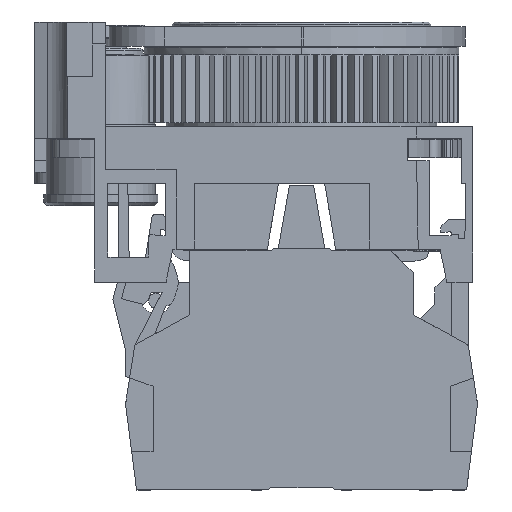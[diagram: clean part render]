
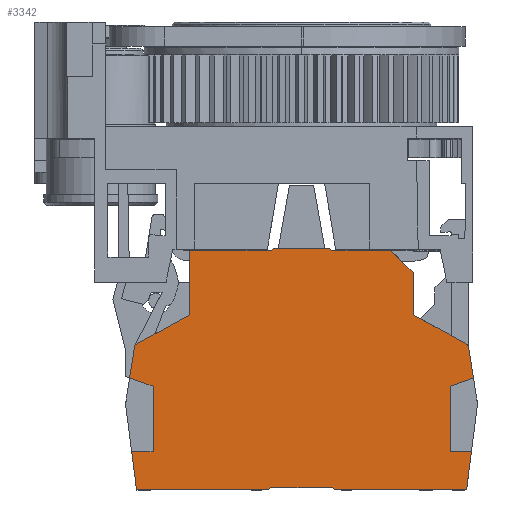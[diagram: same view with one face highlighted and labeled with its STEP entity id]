
A CAD part, left-side view. The second image highlights one B-rep face of the part: STEP entity #3342.
In plain terms, the highlighted planar face has unit normal (-1, 0, 0).
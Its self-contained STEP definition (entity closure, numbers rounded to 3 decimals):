
#3342=ADVANCED_FACE('',(#8107),#8108,.F.);
#8107=FACE_OUTER_BOUND('',#14325,.T.);
#8108=PLANE('',#14326);
#14325=EDGE_LOOP('',(#24571,#24572,#24573,#24574,#24575,#24576,#24577,#24578,#24579,#24580,#24581,#24582,#24583,#24584,#24585,#24586,#24587,#24588,#24589,#24590,#24591,#24592,#24593,#24594,#24595,#24596,#24597,#24598,#24599));
#14326=AXIS2_PLACEMENT_3D('',#24600,#24601,#24602);
#24571=ORIENTED_EDGE('',*,*,#40815,.T.);
#24572=ORIENTED_EDGE('',*,*,#40728,.F.);
#24573=ORIENTED_EDGE('',*,*,#40831,.F.);
#24574=ORIENTED_EDGE('',*,*,#40832,.F.);
#24575=ORIENTED_EDGE('',*,*,#40833,.F.);
#24576=ORIENTED_EDGE('',*,*,#40834,.F.);
#24577=ORIENTED_EDGE('',*,*,#40835,.F.);
#24578=ORIENTED_EDGE('',*,*,#40790,.F.);
#24579=ORIENTED_EDGE('',*,*,#40836,.F.);
#24580=ORIENTED_EDGE('',*,*,#40218,.F.);
#24581=ORIENTED_EDGE('',*,*,#40837,.F.);
#24582=ORIENTED_EDGE('',*,*,#40838,.F.);
#24583=ORIENTED_EDGE('',*,*,#40712,.F.);
#24584=ORIENTED_EDGE('',*,*,#40715,.F.);
#24585=ORIENTED_EDGE('',*,*,#40722,.F.);
#24586=ORIENTED_EDGE('',*,*,#40819,.T.);
#24587=ORIENTED_EDGE('',*,*,#40821,.T.);
#24588=ORIENTED_EDGE('',*,*,#40825,.T.);
#24589=ORIENTED_EDGE('',*,*,#40839,.F.);
#24590=ORIENTED_EDGE('',*,*,#40840,.F.);
#24591=ORIENTED_EDGE('',*,*,#39931,.F.);
#24592=ORIENTED_EDGE('',*,*,#40841,.F.);
#24593=ORIENTED_EDGE('',*,*,#40842,.F.);
#24594=ORIENTED_EDGE('',*,*,#40843,.F.);
#24595=ORIENTED_EDGE('',*,*,#39947,.F.);
#24596=ORIENTED_EDGE('',*,*,#40754,.F.);
#24597=ORIENTED_EDGE('',*,*,#40759,.F.);
#24598=ORIENTED_EDGE('',*,*,#40810,.T.);
#24599=ORIENTED_EDGE('',*,*,#40812,.T.);
#24600=CARTESIAN_POINT('',(20.0,16.139,9.94));
#24601=DIRECTION('',(1.0,0.0,0.0));
#24602=DIRECTION('',(0.0,-1.0,0.0));
#39931=EDGE_CURVE('',#48548,#48550,#48551,.T.);
#39947=EDGE_CURVE('',#48577,#48579,#48580,.T.);
#40218=EDGE_CURVE('',#48983,#48985,#48986,.T.);
#40712=EDGE_CURVE('',#49713,#49710,#49715,.T.);
#40715=EDGE_CURVE('',#49717,#49713,#49719,.T.);
#40722=EDGE_CURVE('',#49729,#49717,#49731,.T.);
#40728=EDGE_CURVE('',#49737,#49739,#49740,.T.);
#40754=EDGE_CURVE('',#49779,#48577,#49781,.T.);
#40759=EDGE_CURVE('',#49786,#49779,#49788,.T.);
#40790=EDGE_CURVE('',#49830,#49827,#49832,.T.);
#40810=EDGE_CURVE('',#49786,#49856,#49858,.T.);
#40812=EDGE_CURVE('',#49856,#49860,#49861,.T.);
#40815=EDGE_CURVE('',#49860,#49739,#49864,.T.);
#40819=EDGE_CURVE('',#49729,#49868,#49870,.T.);
#40821=EDGE_CURVE('',#49868,#49872,#49873,.T.);
#40825=EDGE_CURVE('',#49872,#49878,#49879,.T.);
#40831=EDGE_CURVE('',#49886,#49737,#49887,.T.);
#40832=EDGE_CURVE('',#49888,#49886,#49889,.T.);
#40833=EDGE_CURVE('',#49890,#49888,#49891,.T.);
#40834=EDGE_CURVE('',#49892,#49890,#49893,.T.);
#40835=EDGE_CURVE('',#49827,#49892,#49894,.T.);
#40836=EDGE_CURVE('',#48985,#49830,#49895,.T.);
#40837=EDGE_CURVE('',#49896,#48983,#49897,.T.);
#40838=EDGE_CURVE('',#49710,#49896,#49898,.T.);
#40839=EDGE_CURVE('',#49899,#49878,#49900,.T.);
#40840=EDGE_CURVE('',#48550,#49899,#49901,.T.);
#40841=EDGE_CURVE('',#49902,#48548,#49903,.T.);
#40842=EDGE_CURVE('',#49904,#49902,#49905,.T.);
#40843=EDGE_CURVE('',#48579,#49904,#49906,.T.);
#48548=VERTEX_POINT('',#61166);
#48550=VERTEX_POINT('',#61169);
#48551=LINE('',#61170,#61171);
#48577=VERTEX_POINT('',#61208);
#48579=VERTEX_POINT('',#61211);
#48580=LINE('',#61212,#61213);
#48983=VERTEX_POINT('',#61835);
#48985=VERTEX_POINT('',#61838);
#48986=LINE('',#61839,#61840);
#49710=VERTEX_POINT('',#62865);
#49713=VERTEX_POINT('',#62870);
#49715=LINE('',#62873,#62874);
#49717=VERTEX_POINT('',#62876);
#49719=LINE('',#62879,#62880);
#49729=VERTEX_POINT('',#62894);
#49731=LINE('',#62897,#62898);
#49737=VERTEX_POINT('',#62906);
#49739=VERTEX_POINT('',#62909);
#49740=LINE('',#62910,#62911);
#49779=VERTEX_POINT('',#62966);
#49781=CIRCLE('',#62969,0.2);
#49786=VERTEX_POINT('',#62976);
#49788=LINE('',#62979,#62980);
#49827=VERTEX_POINT('',#63035);
#49830=VERTEX_POINT('',#63040);
#49832=LINE('',#63043,#63044);
#49856=VERTEX_POINT('',#63077);
#49858=LINE('',#63080,#63081);
#49860=VERTEX_POINT('',#63083);
#49861=LINE('',#63084,#63085);
#49864=LINE('',#63089,#63090);
#49868=VERTEX_POINT('',#63095);
#49870=LINE('',#63098,#63099);
#49872=VERTEX_POINT('',#63101);
#49873=LINE('',#63102,#63103);
#49878=VERTEX_POINT('',#63110);
#49879=LINE('',#63111,#63112);
#49886=VERTEX_POINT('',#63122);
#49887=CIRCLE('',#63123,0.2);
#49888=VERTEX_POINT('',#63124);
#49889=LINE('',#63125,#63126);
#49890=VERTEX_POINT('',#63127);
#49891=LINE('',#63128,#63129);
#49892=VERTEX_POINT('',#63130);
#49893=CIRCLE('',#63131,0.2);
#49894=LINE('',#63132,#63133);
#49895=LINE('',#63134,#63135);
#49896=VERTEX_POINT('',#63136);
#49897=LINE('',#63137,#63138);
#49898=LINE('',#63139,#63140);
#49899=VERTEX_POINT('',#63141);
#49900=LINE('',#63142,#63143);
#49901=CIRCLE('',#63144,0.2);
#49902=VERTEX_POINT('',#63145);
#49903=LINE('',#63146,#63147);
#49904=VERTEX_POINT('',#63148);
#49905=LINE('',#63149,#63150);
#49906=LINE('',#63151,#63152);
#61166=CARTESIAN_POINT('',(20.0,19.,0.));
#61169=CARTESIAN_POINT('',(20.0,30.824,0.));
#61170=CARTESIAN_POINT('',(20.0,19.,0.));
#61171=VECTOR('',#75875,1.0);
#61208=CARTESIAN_POINT('',(20.0,1.176,0.));
#61211=CARTESIAN_POINT('',(20.0,13.,0.));
#61212=CARTESIAN_POINT('',(20.0,1.176,0.));
#61213=VECTOR('',#75891,1.0);
#61835=CARTESIAN_POINT('',(20.0,18.55,22.0));
#61838=CARTESIAN_POINT('',(20.0,13.45,22.0));
#61839=CARTESIAN_POINT('',(20.0,18.55,22.0));
#61840=VECTOR('',#76115,1.0);
#62865=CARTESIAN_POINT('',(20.0,26.2,21.8));
#62870=CARTESIAN_POINT('',(20.0,26.2,15.921));
#62873=CARTESIAN_POINT('',(20.0,26.2,15.921));
#62874=VECTOR('',#76594,1.0);
#62876=CARTESIAN_POINT('',(20.0,31.161,13.171));
#62879=CARTESIAN_POINT('',(20.0,31.161,13.171));
#62880=VECTOR('',#76596,1.0);
#62894=CARTESIAN_POINT('',(20.0,31.626,10.2));
#62897=CARTESIAN_POINT('',(20.0,32.,7.814));
#62898=VECTOR('',#76602,1.0);
#62906=CARTESIAN_POINT('',(20.0,0.824,13.074));
#62909=CARTESIAN_POINT('',(20.0,0.374,10.2));
#62910=CARTESIAN_POINT('',(20.0,0.824,13.074));
#62911=VECTOR('',#76606,1.0);
#62966=CARTESIAN_POINT('',(20.0,0.978,0.175));
#62969=AXIS2_PLACEMENT_3D('',#76633,#76634,#76635);
#62976=CARTESIAN_POINT('',(20.0,0.552,3.5));
#62979=CARTESIAN_POINT('',(20.0,0.,7.814));
#62980=VECTOR('',#76639,1.0);
#63035=CARTESIAN_POINT('',(20.0,7.9,21.8));
#63040=CARTESIAN_POINT('',(20.0,13.25,21.8));
#63043=CARTESIAN_POINT('',(20.0,13.25,21.8));
#63044=VECTOR('',#76668,1.0);
#63077=CARTESIAN_POINT('',(20.0,2.5,3.5));
#63080=CARTESIAN_POINT('',(20.0,8.194,3.5));
#63081=VECTOR('',#76685,1.0);
#63083=CARTESIAN_POINT('',(20.0,2.5,9.426));
#63084=CARTESIAN_POINT('',(20.0,2.5,8.202));
#63085=VECTOR('',#76686,1.0);
#63089=CARTESIAN_POINT('',(20.0,7.314,7.674));
#63090=VECTOR('',#76688,1.0);
#63095=CARTESIAN_POINT('',(20.0,29.5,9.426));
#63098=CARTESIAN_POINT('',(20.0,24.809,7.719));
#63099=VECTOR('',#76691,1.0);
#63101=CARTESIAN_POINT('',(20.0,29.5,3.5));
#63102=CARTESIAN_POINT('',(20.0,29.5,8.202));
#63103=VECTOR('',#76692,1.0);
#63110=CARTESIAN_POINT('',(20.0,31.448,3.5));
#63111=CARTESIAN_POINT('',(20.0,23.944,3.5));
#63112=VECTOR('',#76695,1.0);
#63122=CARTESIAN_POINT('',(20.0,0.924,13.218));
#63123=AXIS2_PLACEMENT_3D('',#76699,#76700,#76701);
#63124=CARTESIAN_POINT('',(20.0,5.8,15.921));
#63125=CARTESIAN_POINT('',(20.0,5.8,15.921));
#63126=VECTOR('',#76702,1.0);
#63127=CARTESIAN_POINT('',(20.0,5.8,19.617));
#63128=CARTESIAN_POINT('',(20.0,5.8,19.617));
#63129=VECTOR('',#76703,1.0);
#63130=CARTESIAN_POINT('',(20.0,5.859,19.759));
#63131=AXIS2_PLACEMENT_3D('',#76704,#76705,#76706);
#63132=CARTESIAN_POINT('',(20.0,7.9,21.8));
#63133=VECTOR('',#76707,1.0);
#63134=CARTESIAN_POINT('',(20.0,13.45,22.0));
#63135=VECTOR('',#76708,1.0);
#63136=CARTESIAN_POINT('',(20.0,18.75,21.8));
#63137=CARTESIAN_POINT('',(20.0,18.75,21.8));
#63138=VECTOR('',#76709,1.0);
#63139=CARTESIAN_POINT('',(20.0,26.2,21.8));
#63140=VECTOR('',#76710,1.0);
#63141=CARTESIAN_POINT('',(20.0,31.022,0.175));
#63142=CARTESIAN_POINT('',(20.0,31.022,0.175));
#63143=VECTOR('',#76711,1.0);
#63144=AXIS2_PLACEMENT_3D('',#76712,#76713,#76714);
#63145=CARTESIAN_POINT('',(20.0,18.8,0.2));
#63146=CARTESIAN_POINT('',(20.0,18.8,0.2));
#63147=VECTOR('',#76715,1.0);
#63148=CARTESIAN_POINT('',(20.0,13.2,0.2));
#63149=CARTESIAN_POINT('',(20.0,13.2,0.2));
#63150=VECTOR('',#76716,1.0);
#63151=CARTESIAN_POINT('',(20.0,13.,0.));
#63152=VECTOR('',#76717,1.0);
#75875=DIRECTION('',(0.0,1.0,0.0));
#75891=DIRECTION('',(0.0,1.0,0.0));
#76115=DIRECTION('',(0.0,-1.0,0.0));
#76594=DIRECTION('',(0.0,0.0,1.0));
#76596=DIRECTION('',(0.0,-0.875,0.485));
#76602=DIRECTION('',(0.0,-0.155,0.988));
#76606=DIRECTION('',(0.0,-0.155,-0.988));
#76633=CARTESIAN_POINT('',(20.0,1.176,0.2));
#76634=DIRECTION('',(1.0,0.0,0.0));
#76635=DIRECTION('',(0.0,-0.992,-0.127));
#76639=DIRECTION('',(0.0,0.127,-0.992));
#76668=DIRECTION('',(0.0,-1.0,0.0));
#76685=DIRECTION('',(-0.0,1.0,0.0));
#76686=DIRECTION('',(0.0,0.0,1.0));
#76688=DIRECTION('',(0.0,-0.94,0.342));
#76691=DIRECTION('',(0.0,-0.94,-0.342));
#76692=DIRECTION('',(0.0,0.0,-1.0));
#76695=DIRECTION('',(-0.0,1.0,0.0));
#76699=CARTESIAN_POINT('',(20.0,1.021,13.043));
#76700=DIRECTION('',(1.0,0.0,0.0));
#76701=DIRECTION('',(0.0,-0.485,0.875));
#76702=DIRECTION('',(0.0,-0.875,-0.485));
#76703=DIRECTION('',(0.0,0.0,-1.0));
#76704=CARTESIAN_POINT('',(20.0,6.,19.617));
#76705=DIRECTION('',(1.0,0.0,0.0));
#76706=DIRECTION('',(0.0,-0.707,0.707));
#76707=DIRECTION('',(0.0,-0.707,-0.707));
#76708=DIRECTION('',(0.0,-0.707,-0.707));
#76709=DIRECTION('',(0.0,-0.707,0.707));
#76710=DIRECTION('',(0.0,-1.0,0.0));
#76711=DIRECTION('',(0.0,0.127,0.992));
#76712=CARTESIAN_POINT('',(20.0,30.824,0.2));
#76713=DIRECTION('',(1.0,0.0,0.0));
#76714=DIRECTION('',(0.0,0.,-1.0));
#76715=DIRECTION('',(0.0,0.707,-0.707));
#76716=DIRECTION('',(0.0,1.0,0.0));
#76717=DIRECTION('',(0.0,0.707,0.707));
